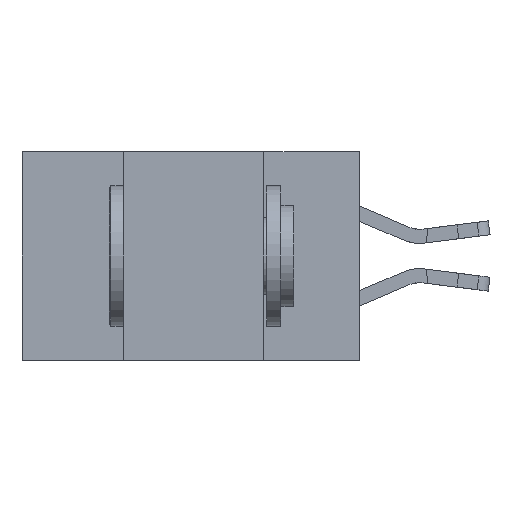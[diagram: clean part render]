
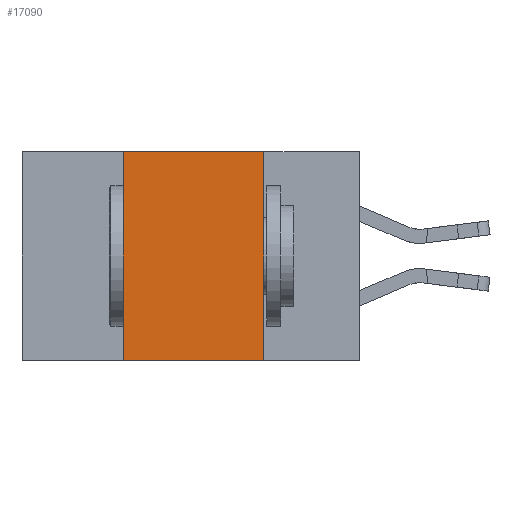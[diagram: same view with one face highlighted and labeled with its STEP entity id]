
A CAD part, left-side view. The second image highlights one B-rep face of the part: STEP entity #17090.
In plain terms, the highlighted planar face has unit normal (-1, 0, 0).
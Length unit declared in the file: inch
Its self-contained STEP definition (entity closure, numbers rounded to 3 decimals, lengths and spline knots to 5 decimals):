
#142 = CARTESIAN_POINT ( 'NONE',  ( 0., 0.17, 0. ) ) ;
#2099 = ORIENTED_EDGE ( 'NONE', *, *, #8111, .F. ) ;
#2100 = AXIS2_PLACEMENT_3D ( 'NONE', #20001, #9459, #24109 ) ;
#3269 = FACE_OUTER_BOUND ( 'NONE', #25338, .T. ) ;
#3790 = VERTEX_POINT ( 'NONE', #142 ) ;
#4336 = DIRECTION ( 'NONE',  ( 0., 0., 1. ) ) ;
#4834 = VECTOR ( 'NONE', #4336, 39.37008 ) ;
#4956 = VERTEX_POINT ( 'NONE', #12723 ) ;
#5060 = PLANE ( 'NONE',  #2100 ) ;
#6650 = CARTESIAN_POINT ( 'NONE',  ( 0., 0.17, -0.37 ) ) ;
#7570 = EDGE_CURVE ( 'NONE', #13005, #4956, #21175, .T. ) ;
#7582 = VERTEX_POINT ( 'NONE', #6650 ) ;
#8111 = EDGE_CURVE ( 'NONE', #3790, #7582, #8954, .T. ) ;
#8697 = ORIENTED_EDGE ( 'NONE', *, *, #22283, .F. ) ;
#8735 = CARTESIAN_POINT ( 'NONE',  ( 0., 0.42, 0. ) ) ;
#8954 = LINE ( 'NONE', #14694, #19588 ) ;
#9159 = CARTESIAN_POINT ( 'NONE',  ( 0., 0.6, 0. ) ) ;
#9459 = DIRECTION ( 'NONE',  ( 1., 0., 0. ) ) ;
#12127 = ORIENTED_EDGE ( 'NONE', *, *, #13921, .T. ) ;
#12723 = CARTESIAN_POINT ( 'NONE',  ( 0., 0.42, 0. ) ) ;
#13005 = VERTEX_POINT ( 'NONE', #15518 ) ;
#13921 = EDGE_CURVE ( 'NONE', #13005, #7582, #21448, .T. ) ;
#14694 = CARTESIAN_POINT ( 'NONE',  ( 0., 0.17, 0. ) ) ;
#15518 = CARTESIAN_POINT ( 'NONE',  ( 0., 0.42, -0.37 ) ) ;
#16002 = VECTOR ( 'NONE', #18402, 39.37008 ) ;
#16481 = ORIENTED_EDGE ( 'NONE', *, *, #7570, .F. ) ;
#16824 = DIRECTION ( 'NONE',  ( 0., 0., -1. ) ) ;
#17090 = ADVANCED_FACE ( 'NONE', ( #3269 ), #5060, .F. ) ;
#18310 = CARTESIAN_POINT ( 'NONE',  ( 0., 0.6, -0.37 ) ) ;
#18402 = DIRECTION ( 'NONE',  ( 0., -1., 0. ) ) ;
#18796 = LINE ( 'NONE', #9159, #20049 ) ;
#19588 = VECTOR ( 'NONE', #16824, 39.37008 ) ;
#19642 = DIRECTION ( 'NONE',  ( 0., -1., 0. ) ) ;
#20001 = CARTESIAN_POINT ( 'NONE',  ( 0., 0.6, 0. ) ) ;
#20049 = VECTOR ( 'NONE', #19642, 39.37008 ) ;
#21175 = LINE ( 'NONE', #8735, #4834 ) ;
#21448 = LINE ( 'NONE', #18310, #16002 ) ;
#22283 = EDGE_CURVE ( 'NONE', #4956, #3790, #18796, .T. ) ;
#24109 = DIRECTION ( 'NONE',  ( 0., 0., -1. ) ) ;
#25338 = EDGE_LOOP ( 'NONE', ( #2099, #8697, #16481, #12127 ) ) ;
